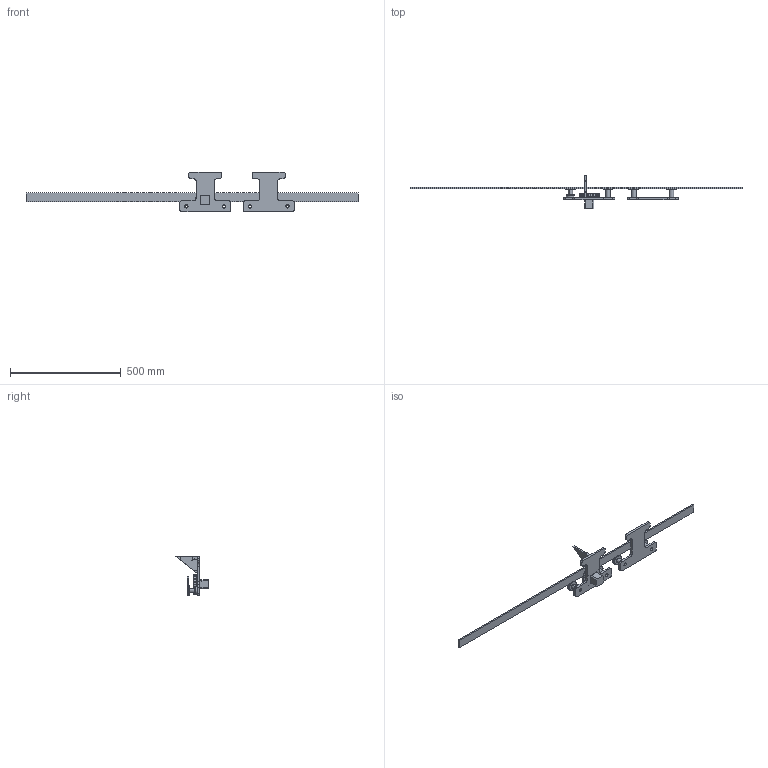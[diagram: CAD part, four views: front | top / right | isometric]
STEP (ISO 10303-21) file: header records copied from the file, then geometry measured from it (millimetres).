
FILE_DESCRIPTION (( 'STEP AP203' ), '1' );
FILE_NAME ('Triebwagen.STEP', '2021-11-06T10:39:12', ( '' ), ( '' ), 'SwSTEP 2.0', 'SolidWorks 2019', '' );
FILE_SCHEMA (( 'CONFIG_CONTROL_DESIGN' ));
Length unit declared in the file: millimetre
Products named in the file (10): Laufrolle; Seitenteil_B; Schiene; Motorbefestigung; Triebwagen; Seitenteil_A; Verbindungsdreieck; Riemenrad_treibend; Nema 17-04; LaufrolleRiemenrad
Assembly tree (11 placements, depth 2):
  Triebwagen
    Seitenteil_A
    Schiene
    Nema 17-04
    LaufrolleRiemenrad
    Riemenrad_treibend
    Motorbefestigung
    Seitenteil_B
    Laufrolle  x3
    Verbindungsdreieck
Bounding box: 1500 x 150 x 180 mm (x, y, z)
Volume: 1145553.2 mm3; surface area: 341487.1 mm2
Topology: 11 solids, 11 shells, 267 faces, 638 edges, 401 vertices
Faces by surface type: cylinder 137, plane 91, cone 39
Entity records: 8068 total; most frequent: DIRECTION 1307, CARTESIAN_POINT 1188, ORIENTED_EDGE 1112, EDGE_CURVE 556, AXIS2_PLACEMENT_3D 502, VERTEX_POINT 361, LINE 303, VECTOR 303
